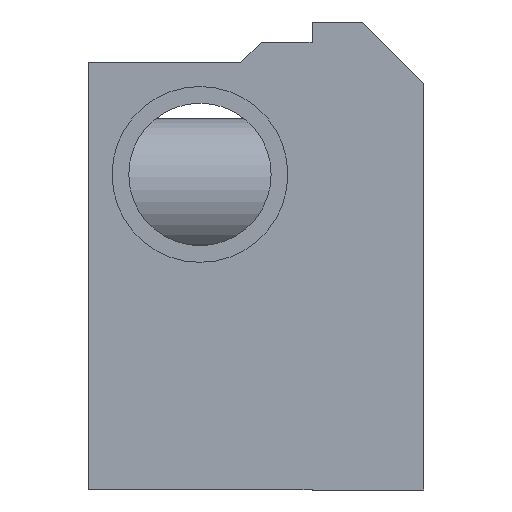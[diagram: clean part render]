
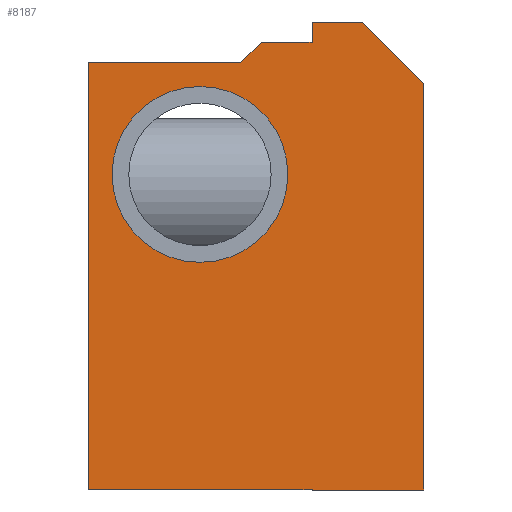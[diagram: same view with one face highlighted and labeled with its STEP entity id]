
A CAD part, left-side view. The second image highlights one B-rep face of the part: STEP entity #8187.
In plain terms, the highlighted planar face has unit normal (-1, 0, 0).
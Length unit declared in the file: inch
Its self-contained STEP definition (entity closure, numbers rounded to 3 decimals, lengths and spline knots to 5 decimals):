
#321=FACE_BOUND('',#1344,.T.);
#523=PLANE('',#8886);
#844=FACE_OUTER_BOUND('',#1343,.T.);
#1343=EDGE_LOOP('',(#6101,#6102,#6103,#6104,#6105,#6106,#6107,#6108,#6109,
#6110,#6111));
#1344=EDGE_LOOP('',(#6112,#6113));
#1915=LINE('',#13380,#2376);
#1916=LINE('',#13382,#2377);
#1917=LINE('',#13384,#2378);
#1918=LINE('',#13386,#2379);
#1919=LINE('',#13388,#2380);
#1920=LINE('',#13390,#2381);
#1921=LINE('',#13392,#2382);
#1922=LINE('',#13394,#2383);
#1923=LINE('',#13396,#2384);
#1924=LINE('',#13398,#2385);
#1925=LINE('',#13399,#2386);
#2376=VECTOR('',#10451,0.3937);
#2377=VECTOR('',#10452,0.3937);
#2378=VECTOR('',#10453,0.3937);
#2379=VECTOR('',#10454,0.3937);
#2380=VECTOR('',#10455,0.3937);
#2381=VECTOR('',#10456,0.3937);
#2382=VECTOR('',#10457,0.3937);
#2383=VECTOR('',#10458,0.3937);
#2384=VECTOR('',#10459,0.3937);
#2385=VECTOR('',#10460,0.3937);
#2386=VECTOR('',#10461,0.3937);
#2855=CIRCLE('',#8887,0.27);
#2856=CIRCLE('',#8888,0.27);
#3551=VERTEX_POINT('',#13378);
#3552=VERTEX_POINT('',#13379);
#3553=VERTEX_POINT('',#13381);
#3554=VERTEX_POINT('',#13383);
#3555=VERTEX_POINT('',#13385);
#3556=VERTEX_POINT('',#13387);
#3557=VERTEX_POINT('',#13389);
#3558=VERTEX_POINT('',#13391);
#3559=VERTEX_POINT('',#13393);
#3560=VERTEX_POINT('',#13395);
#3561=VERTEX_POINT('',#13397);
#3562=VERTEX_POINT('',#13400);
#3563=VERTEX_POINT('',#13401);
#4516=EDGE_CURVE('',#3551,#3552,#1915,.T.);
#4517=EDGE_CURVE('',#3553,#3551,#1916,.T.);
#4518=EDGE_CURVE('',#3554,#3553,#1917,.T.);
#4519=EDGE_CURVE('',#3555,#3554,#1918,.T.);
#4520=EDGE_CURVE('',#3556,#3555,#1919,.T.);
#4521=EDGE_CURVE('',#3557,#3556,#1920,.T.);
#4522=EDGE_CURVE('',#3558,#3557,#1921,.T.);
#4523=EDGE_CURVE('',#3559,#3558,#1922,.T.);
#4524=EDGE_CURVE('',#3560,#3559,#1923,.T.);
#4525=EDGE_CURVE('',#3561,#3560,#1924,.T.);
#4526=EDGE_CURVE('',#3552,#3561,#1925,.T.);
#4527=EDGE_CURVE('',#3562,#3563,#2855,.T.);
#4528=EDGE_CURVE('',#3563,#3562,#2856,.T.);
#6101=ORIENTED_EDGE('',*,*,#4516,.F.);
#6102=ORIENTED_EDGE('',*,*,#4517,.F.);
#6103=ORIENTED_EDGE('',*,*,#4518,.F.);
#6104=ORIENTED_EDGE('',*,*,#4519,.F.);
#6105=ORIENTED_EDGE('',*,*,#4520,.F.);
#6106=ORIENTED_EDGE('',*,*,#4521,.F.);
#6107=ORIENTED_EDGE('',*,*,#4522,.F.);
#6108=ORIENTED_EDGE('',*,*,#4523,.F.);
#6109=ORIENTED_EDGE('',*,*,#4524,.F.);
#6110=ORIENTED_EDGE('',*,*,#4525,.F.);
#6111=ORIENTED_EDGE('',*,*,#4526,.F.);
#6112=ORIENTED_EDGE('',*,*,#4527,.T.);
#6113=ORIENTED_EDGE('',*,*,#4528,.T.);
#8187=ADVANCED_FACE('',(#844,#321),#523,.T.);
#8886=AXIS2_PLACEMENT_3D('',#13377,#10449,#10450);
#8887=AXIS2_PLACEMENT_3D('',#13402,#10462,#10463);
#8888=AXIS2_PLACEMENT_3D('',#13403,#10464,#10465);
#10449=DIRECTION('center_axis',(-1.,0.,0.));
#10450=DIRECTION('ref_axis',(0.,1.,0.));
#10451=DIRECTION('',(0.,-1.,0.));
#10452=DIRECTION('',(0.,-0.707,0.707));
#10453=DIRECTION('',(0.,-1.,0.));
#10454=DIRECTION('',(0.,0.,1.));
#10455=DIRECTION('',(0.,1.,0.));
#10456=DIRECTION('',(0.,0.,1.));
#10457=DIRECTION('',(0.,1.,0.));
#10458=DIRECTION('',(0.,0.,-1.));
#10459=DIRECTION('',(0.,-0.707,-0.707));
#10460=DIRECTION('',(0.,-1.,0.));
#10461=DIRECTION('',(0.,0.,1.));
#10462=DIRECTION('center_axis',(1.,0.,0.));
#10463=DIRECTION('ref_axis',(0.,1.,0.));
#10464=DIRECTION('center_axis',(1.,0.,0.));
#10465=DIRECTION('ref_axis',(0.,1.,0.));
#13377=CARTESIAN_POINT('Origin',(-30.29622,0.27443,-0.01352));
#13378=CARTESIAN_POINT('',(-30.29622,0.09293,0.6875));
#13379=CARTESIAN_POINT('',(-30.29622,-0.06332,0.6875));
#13380=CARTESIAN_POINT('',(-30.29622,0.09293,0.6875));
#13381=CARTESIAN_POINT('',(-30.29622,0.15543,0.625));
#13382=CARTESIAN_POINT('',(-30.29622,0.15543,0.625));
#13383=CARTESIAN_POINT('',(-30.29622,0.62468,0.625));
#13384=CARTESIAN_POINT('',(-30.29622,0.62468,0.625));
#13385=CARTESIAN_POINT('',(-30.29622,0.62468,-0.6875));
#13386=CARTESIAN_POINT('',(-30.29622,0.62468,-0.6875));
#13387=CARTESIAN_POINT('',(-30.29622,-0.06332,-0.6875));
#13388=CARTESIAN_POINT('',(-30.29622,-0.06332,-0.6875));
#13389=CARTESIAN_POINT('',(-30.29622,-0.06332,-0.688));
#13390=CARTESIAN_POINT('',(-30.29622,-0.06332,-0.688));
#13391=CARTESIAN_POINT('',(-30.29622,-0.40707,-0.688));
#13392=CARTESIAN_POINT('',(-30.29622,-0.40707,-0.688));
#13393=CARTESIAN_POINT('',(-30.29622,-0.40707,0.562));
#13394=CARTESIAN_POINT('',(-30.29622,-0.40707,0.562));
#13395=CARTESIAN_POINT('',(-30.29622,-0.21957,0.7495));
#13396=CARTESIAN_POINT('',(-30.29622,-0.21957,0.7495));
#13397=CARTESIAN_POINT('',(-30.29622,-0.06332,0.7495));
#13398=CARTESIAN_POINT('',(-30.29622,-0.06332,0.7495));
#13399=CARTESIAN_POINT('',(-30.29622,-0.06332,-0.688));
#13400=CARTESIAN_POINT('',(-30.29622,0.55093,0.28125));
#13401=CARTESIAN_POINT('',(-30.29622,0.01093,0.28125));
#13402=CARTESIAN_POINT('Origin',(-30.29622,0.28093,0.28125));
#13403=CARTESIAN_POINT('Origin',(-30.29622,0.28093,0.28125));
